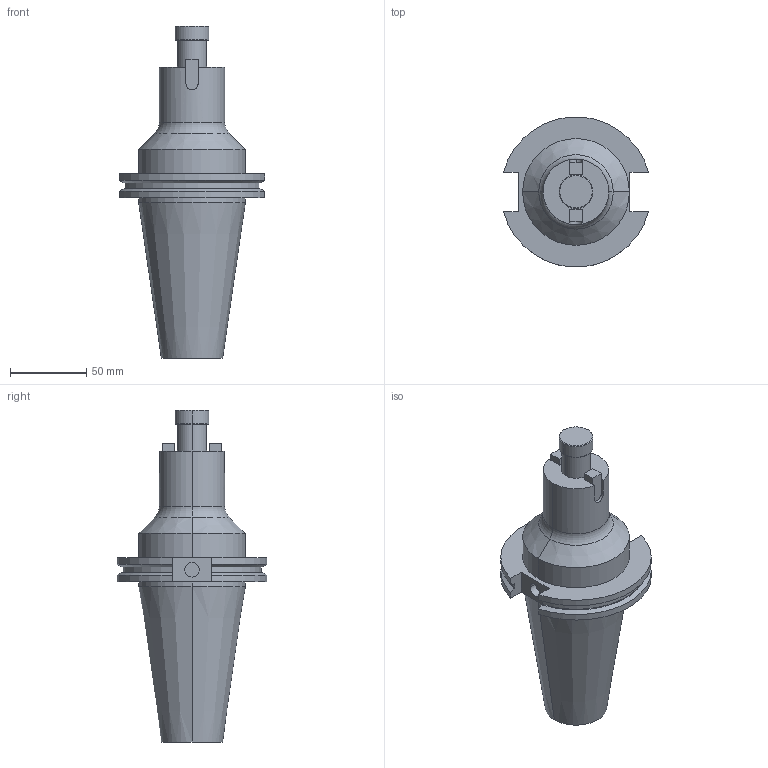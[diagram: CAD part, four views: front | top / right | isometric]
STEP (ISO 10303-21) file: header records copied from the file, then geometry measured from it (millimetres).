
FILE_DESCRIPTION (( 'STEP AP203' ), '1' );
FILE_NAME ('STP-22721-3.5.STEP', '2016-03-07T06:44:09', ( 'user' ), ( '' ), 'SwSTEP 2.0', 'SolidWorks 2015', '' );
FILE_SCHEMA (( 'CONFIG_CONTROL_DESIGN' ));
Length unit declared in the file: millimetre
Products named in the file (1): STP-22721-3.5
Bounding box: 94.95 x 98.05 x 217.35 mm (x, y, z)
Volume: 495214.5 mm3; surface area: 56179.1 mm2
Topology: 4 solids, 4 shells, 85 faces, 196 edges, 123 vertices
Faces by surface type: plane 35, cylinder 30, cone 18, torus 2
Entity records: 2531 total; most frequent: CARTESIAN_POINT 494, DIRECTION 430, ORIENTED_EDGE 388, EDGE_CURVE 194, AXIS2_PLACEMENT_3D 161, VERTEX_POINT 123, VECTOR 108, LINE 108
